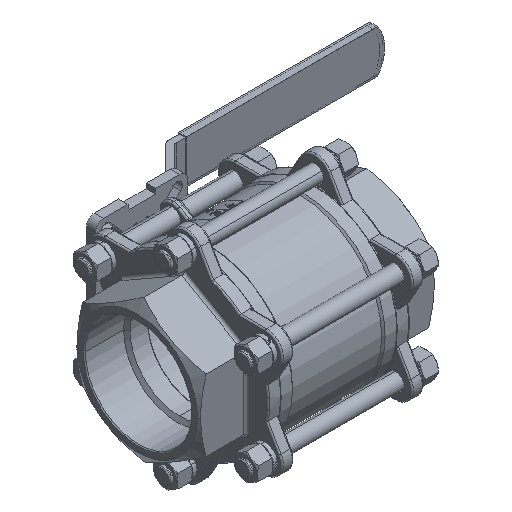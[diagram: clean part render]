
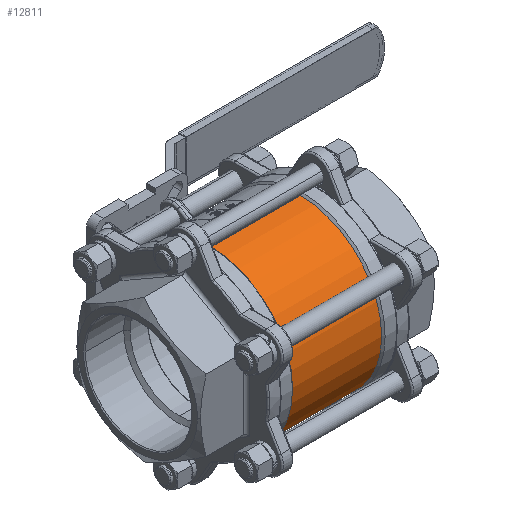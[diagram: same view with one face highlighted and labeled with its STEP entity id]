
A CAD part, isometric view. The second image highlights one B-rep face of the part: STEP entity #12811.
In plain terms, the highlighted cylindrical face has radius 83 mm (diameter 166 mm), a partial arc.
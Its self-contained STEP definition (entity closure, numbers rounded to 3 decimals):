
#1093=CIRCLE('',#13823,83.);
#1095=CIRCLE('',#13826,83.);
#1522=CYLINDRICAL_SURFACE('',#13828,83.);
#3222=ORIENTED_EDGE('',*,*,#6402,.F.);
#3223=ORIENTED_EDGE('',*,*,#6399,.T.);
#3224=ORIENTED_EDGE('',*,*,#6403,.T.);
#3225=ORIENTED_EDGE('',*,*,#6395,.F.);
#6395=EDGE_CURVE('',#8034,#8036,#1093,.T.);
#6399=EDGE_CURVE('',#8040,#8038,#1095,.T.);
#6402=EDGE_CURVE('',#8040,#8034,#8976,.T.);
#6403=EDGE_CURVE('',#8038,#8036,#8977,.T.);
#8034=VERTEX_POINT('',#36412);
#8036=VERTEX_POINT('',#36415);
#8038=VERTEX_POINT('',#36421);
#8040=VERTEX_POINT('',#36424);
#8976=LINE('',#36429,#9856);
#8977=LINE('',#36430,#9857);
#9856=VECTOR('',#15787,1000.);
#9857=VECTOR('',#15788,1000.);
#10811=EDGE_LOOP('',(#3222,#3223,#3224,#3225));
#11664=FACE_BOUND('',#10811,.T.);
#12811=ADVANCED_FACE('',(#11664),#1522,.T.);
#13823=AXIS2_PLACEMENT_3D('',#36414,#15772,#15773);
#13826=AXIS2_PLACEMENT_3D('',#36423,#15780,#15781);
#13828=AXIS2_PLACEMENT_3D('',#36428,#15785,#15786);
#15772=DIRECTION('',(-1.,0.,0.));
#15773=DIRECTION('',(0.,0.,1.));
#15780=DIRECTION('',(-1.,0.,0.));
#15781=DIRECTION('',(0.,0.,1.));
#15785=DIRECTION('',(-1.,0.,0.));
#15786=DIRECTION('',(0.,0.,1.));
#15787=DIRECTION('',(-1.,0.,0.));
#15788=DIRECTION('',(-1.,0.,0.));
#36412=CARTESIAN_POINT('',(-45.45,0.,-83.));
#36414=CARTESIAN_POINT('',(-45.45,0.,0.));
#36415=CARTESIAN_POINT('',(-45.45,0.,83.));
#36421=CARTESIAN_POINT('',(45.45,0.,83.));
#36423=CARTESIAN_POINT('',(45.45,0.,0.));
#36424=CARTESIAN_POINT('',(45.45,0.,-83.));
#36428=CARTESIAN_POINT('',(0.,0.,0.));
#36429=CARTESIAN_POINT('',(0.,0.,-83.));
#36430=CARTESIAN_POINT('',(0.,0.,83.));
